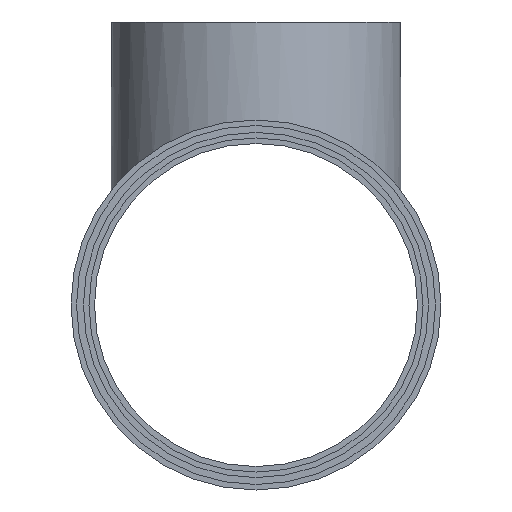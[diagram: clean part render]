
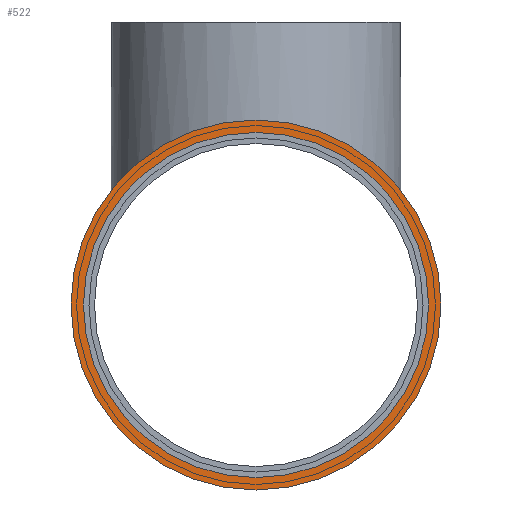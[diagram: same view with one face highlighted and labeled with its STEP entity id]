
A CAD part, front view. The second image highlights one B-rep face of the part: STEP entity #522.
In plain terms, the highlighted planar face has unit normal (0, -1, 0).
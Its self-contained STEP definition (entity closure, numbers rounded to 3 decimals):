
#2 = VERTEX_POINT ( 'NONE', #616 ) ;
#5 = VERTEX_POINT ( 'NONE', #611 ) ;
#6 = EDGE_CURVE ( 'NONE', #2, #5, #610, .T. ) ;
#30 = VERTEX_POINT ( 'NONE', #696 ) ;
#31 = VERTEX_POINT ( 'NONE', #695 ) ;
#179 = EDGE_CURVE ( 'NONE', #30, #31, #1419, .T. ) ;
#501 = EDGE_LOOP ( 'NONE', ( #502, #503 ) ) ;
#502 = ORIENTED_EDGE ( 'NONE', *, *, #179, .F. ) ;
#503 = ORIENTED_EDGE ( 'NONE', *, *, #519, .F. ) ;
#519 = EDGE_CURVE ( 'NONE', #31, #30, #2129, .T. ) ;
#522 = ADVANCED_FACE ( 'NONE', ( #2121, #2120 ), #2119, .T. ) ;
#523 = EDGE_LOOP ( 'NONE', ( #524, #525 ) ) ;
#524 = ORIENTED_EDGE ( 'NONE', *, *, #6, .T. ) ;
#525 = ORIENTED_EDGE ( 'NONE', *, *, #526, .T. ) ;
#526 = EDGE_CURVE ( 'NONE', #5, #2, #2113, .T. ) ;
#606 = DIRECTION ( 'NONE',  ( 0., 0., -1. ) ) ;
#607 = DIRECTION ( 'NONE',  ( 0., -1., 0. ) ) ;
#608 = CARTESIAN_POINT ( 'NONE',  ( 0., 50., 0. ) ) ;
#609 = AXIS2_PLACEMENT_3D ( 'NONE', #608, #607, #606 ) ;
#610 = CIRCLE ( 'NONE', #609, 67. ) ;
#611 = CARTESIAN_POINT ( 'NONE',  ( 0., 50., 67. ) ) ;
#616 = CARTESIAN_POINT ( 'NONE',  ( 0., 50., -67. ) ) ;
#695 = CARTESIAN_POINT ( 'NONE',  ( 0., 50., 62.5 ) ) ;
#696 = CARTESIAN_POINT ( 'NONE',  ( 0., 50., -62.5 ) ) ;
#1412 = CARTESIAN_POINT ( 'NONE',  ( 0., 50., 0. ) ) ;
#1413 = AXIS2_PLACEMENT_3D ( 'NONE', #1412, #1476, #1475 ) ;
#1419 = CIRCLE ( 'NONE', #1413, 62.5 ) ;
#1475 = DIRECTION ( 'NONE',  ( 0., 0., -1. ) ) ;
#1476 = DIRECTION ( 'NONE',  ( 0., -1., 0. ) ) ;
#2110 = DIRECTION ( 'NONE',  ( 0., 0., -1. ) ) ;
#2111 = DIRECTION ( 'NONE',  ( 0., -1., 0. ) ) ;
#2112 = AXIS2_PLACEMENT_3D ( 'NONE', #2117, #2111, #2110 ) ;
#2113 = CIRCLE ( 'NONE', #2112, 67. ) ;
#2114 = DIRECTION ( 'NONE',  ( 0., 0., -1. ) ) ;
#2115 = DIRECTION ( 'NONE',  ( 0., -1., 0. ) ) ;
#2116 = AXIS2_PLACEMENT_3D ( 'NONE', #2118, #2115, #2114 ) ;
#2117 = CARTESIAN_POINT ( 'NONE',  ( 0., 50., 0. ) ) ;
#2118 = CARTESIAN_POINT ( 'NONE',  ( 0., 50., 62.5 ) ) ;
#2119 = PLANE ( 'NONE',  #2116 ) ;
#2120 = FACE_BOUND ( 'NONE', #501, .T. ) ;
#2121 = FACE_OUTER_BOUND ( 'NONE', #523, .T. ) ;
#2122 = DIRECTION ( 'NONE',  ( 0., 0., -1. ) ) ;
#2123 = DIRECTION ( 'NONE',  ( 0., -1., 0. ) ) ;
#2124 = CARTESIAN_POINT ( 'NONE',  ( 0., 50., 0. ) ) ;
#2125 = AXIS2_PLACEMENT_3D ( 'NONE', #2124, #2123, #2122 ) ;
#2129 = CIRCLE ( 'NONE', #2125, 62.5 ) ;
